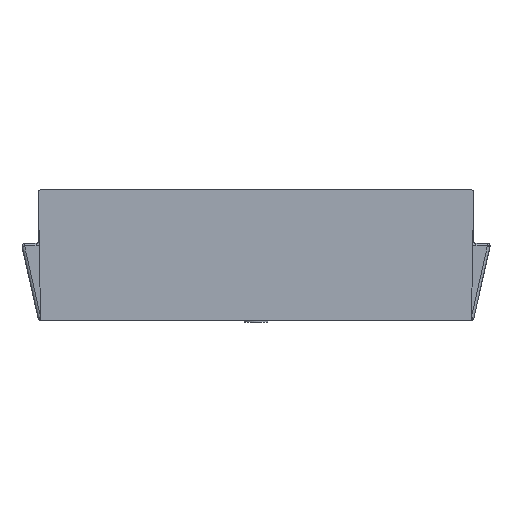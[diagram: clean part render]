
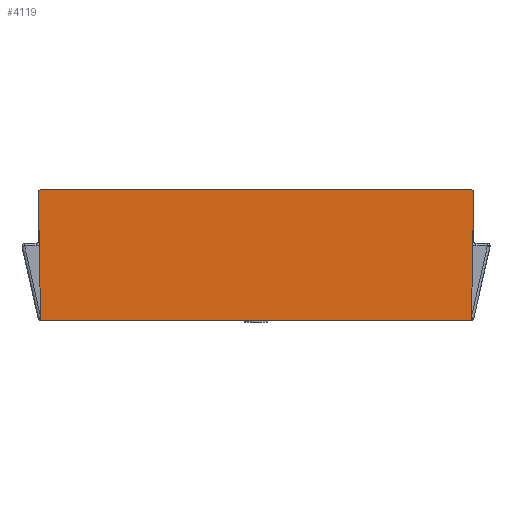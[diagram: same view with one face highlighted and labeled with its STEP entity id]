
A CAD part, top view. The second image highlights one B-rep face of the part: STEP entity #4119.
In plain terms, the highlighted planar face has unit normal (0, 0, 1).
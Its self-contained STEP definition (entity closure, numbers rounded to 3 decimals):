
#215 = EDGE_CURVE ( 'NONE', #837, #8157, #4739, .T. ) ;
#577 = DIRECTION ( 'NONE',  ( 1., 0., 0. ) ) ;
#583 = DIRECTION ( 'NONE',  ( -1., 0., 0. ) ) ;
#665 = CIRCLE ( 'NONE', #6422, 0.2 ) ;
#825 = CARTESIAN_POINT ( 'NONE',  ( 16.696, -0.203, 16.65 ) ) ;
#837 = VERTEX_POINT ( 'NONE', #8411 ) ;
#880 = ORIENTED_EDGE ( 'NONE', *, *, #4548, .T. ) ;
#1600 = CARTESIAN_POINT ( 'NONE',  ( 16.525, -10., 16.65 ) ) ;
#1698 = DIRECTION ( 'NONE',  ( 1., 0., 0. ) ) ;
#2245 = CARTESIAN_POINT ( 'NONE',  ( -16.525, -10., 16.65 ) ) ;
#2316 = EDGE_CURVE ( 'NONE', #7079, #837, #8550, .T. ) ;
#2355 = VERTEX_POINT ( 'NONE', #1600 ) ;
#2626 = FACE_OUTER_BOUND ( 'NONE', #5157, .T. ) ;
#2742 = VERTEX_POINT ( 'NONE', #7980 ) ;
#3009 = VECTOR ( 'NONE', #583, 1000. ) ;
#3020 = EDGE_CURVE ( 'NONE', #2355, #7079, #3303, .T. ) ;
#3096 = CARTESIAN_POINT ( 'NONE',  ( 16.496, -0.2, 16.65 ) ) ;
#3303 = LINE ( 'NONE', #4729, #5254 ) ;
#3418 = CARTESIAN_POINT ( 'NONE',  ( 16.496, 0., 16.65 ) ) ;
#3584 = ORIENTED_EDGE ( 'NONE', *, *, #9202, .T. ) ;
#3738 = CARTESIAN_POINT ( 'NONE',  ( 16.496, -0.2, 16.65 ) ) ;
#3832 = AXIS2_PLACEMENT_3D ( 'NONE', #3096, #6037, #1698 ) ;
#4119 = ADVANCED_FACE ( 'NONE', ( #2626 ), #4572, .T. ) ;
#4322 = AXIS2_PLACEMENT_3D ( 'NONE', #3738, #8811, #4469 ) ;
#4469 = DIRECTION ( 'NONE',  ( 1., 0., 0. ) ) ;
#4548 = EDGE_CURVE ( 'NONE', #9335, #2742, #6458, .T. ) ;
#4572 = PLANE ( 'NONE',  #3832 ) ;
#4701 = DIRECTION ( 'NONE',  ( 0.017, -1., 0. ) ) ;
#4729 = CARTESIAN_POINT ( 'NONE',  ( 16.525, -10., 16.65 ) ) ;
#4739 = LINE ( 'NONE', #3418, #3009 ) ;
#4888 = ORIENTED_EDGE ( 'NONE', *, *, #215, .T. ) ;
#4913 = DIRECTION ( 'NONE',  ( 0., 0., 1. ) ) ;
#4971 = LINE ( 'NONE', #2245, #7114 ) ;
#5096 = CARTESIAN_POINT ( 'NONE',  ( -16.496, 0., 16.65 ) ) ;
#5157 = EDGE_LOOP ( 'NONE', ( #880, #3584, #7623, #5523, #4888, #7626 ) ) ;
#5254 = VECTOR ( 'NONE', #9059, 1000. ) ;
#5523 = ORIENTED_EDGE ( 'NONE', *, *, #2316, .T. ) ;
#6027 = CARTESIAN_POINT ( 'NONE',  ( -16.696, -0.203, 16.65 ) ) ;
#6037 = DIRECTION ( 'NONE',  ( 0., 0., 1. ) ) ;
#6351 = EDGE_CURVE ( 'NONE', #8157, #9335, #665, .T. ) ;
#6422 = AXIS2_PLACEMENT_3D ( 'NONE', #9231, #4913, #577 ) ;
#6458 = LINE ( 'NONE', #9089, #6670 ) ;
#6670 = VECTOR ( 'NONE', #4701, 1000. ) ;
#7079 = VERTEX_POINT ( 'NONE', #825 ) ;
#7114 = VECTOR ( 'NONE', #7310, 1000. ) ;
#7310 = DIRECTION ( 'NONE',  ( 1., 0., 0. ) ) ;
#7623 = ORIENTED_EDGE ( 'NONE', *, *, #3020, .T. ) ;
#7626 = ORIENTED_EDGE ( 'NONE', *, *, #6351, .T. ) ;
#7980 = CARTESIAN_POINT ( 'NONE',  ( -16.525, -10., 16.65 ) ) ;
#8157 = VERTEX_POINT ( 'NONE', #5096 ) ;
#8411 = CARTESIAN_POINT ( 'NONE',  ( 16.496, 0., 16.65 ) ) ;
#8550 = CIRCLE ( 'NONE', #4322, 0.2 ) ;
#8811 = DIRECTION ( 'NONE',  ( 0., 0., 1. ) ) ;
#9059 = DIRECTION ( 'NONE',  ( 0.017, 1., 0. ) ) ;
#9089 = CARTESIAN_POINT ( 'NONE',  ( -16.696, -0.203, 16.65 ) ) ;
#9202 = EDGE_CURVE ( 'NONE', #2742, #2355, #4971, .T. ) ;
#9231 = CARTESIAN_POINT ( 'NONE',  ( -16.496, -0.2, 16.65 ) ) ;
#9335 = VERTEX_POINT ( 'NONE', #6027 ) ;
